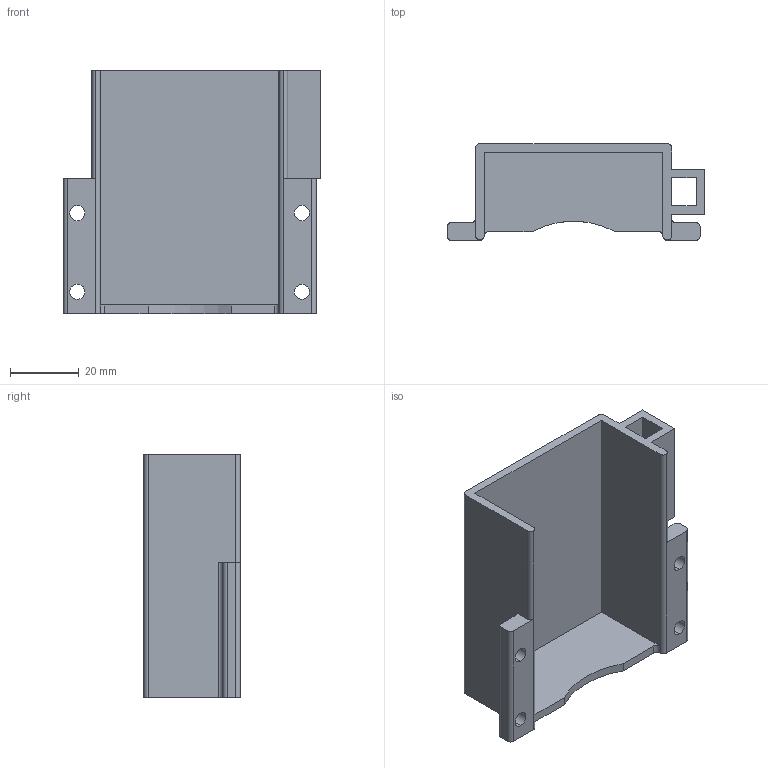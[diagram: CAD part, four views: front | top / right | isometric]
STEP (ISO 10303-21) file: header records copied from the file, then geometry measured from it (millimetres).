
FILE_DESCRIPTION (( 'STEP AP214' ), '1' );
FILE_NAME ('PCB_Cover.STEP', '2025-08-11T18:03:14', ( '' ), ( '' ), 'SwSTEP 2.0', 'SolidWorks 2024', '' );
FILE_SCHEMA (( 'AUTOMOTIVE_DESIGN' ));
Length unit declared in the file: inch
Products named in the file (1): PCB_Cover
Bounding box: 74.8 x 27.94 x 70.61 mm (x, y, z)
Volume: 27222 mm3; surface area: 21274.4 mm2
Topology: 1 solids, 1 shells, 49 faces, 140 edges, 92 vertices
Faces by surface type: plane 26, cylinder 23
Entity records: 1655 total; most frequent: DIRECTION 286, CARTESIAN_POINT 282, ORIENTED_EDGE 280, EDGE_CURVE 140, AXIS2_PLACEMENT_3D 96, VECTOR 94, LINE 94, VERTEX_POINT 92
